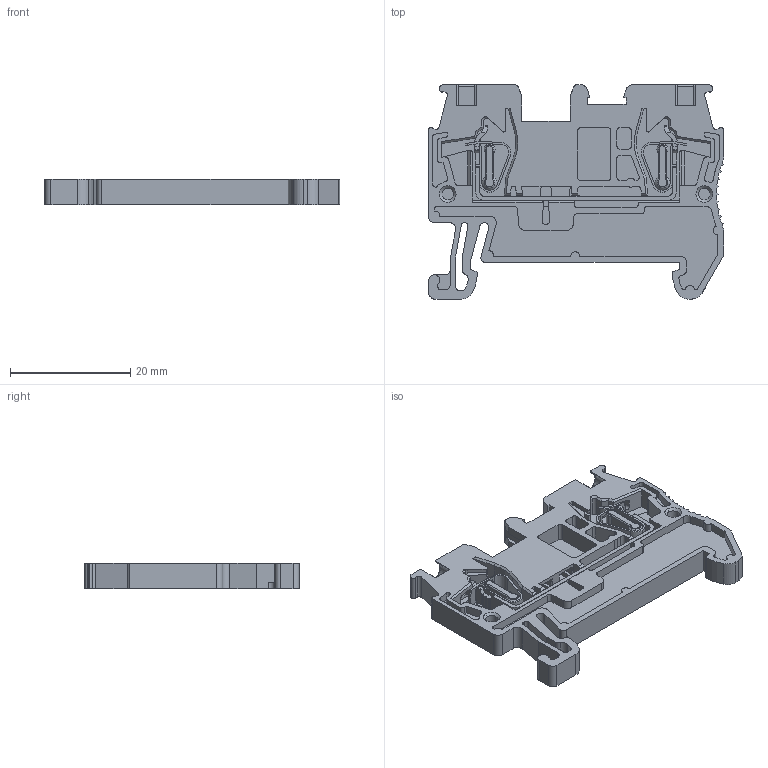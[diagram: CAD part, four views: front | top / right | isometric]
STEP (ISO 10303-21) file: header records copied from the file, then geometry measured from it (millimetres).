
FILE_DESCRIPTION (( 'STEP AP214' ), '1' );
FILE_NAME ('FJ6-1.5.STEP', '2024-08-23T10:55:11', ( 'Windows User' ), ( 'P R C' ), 'SwSTEP 2.0', 'SolidWorks 2018', '' );
FILE_SCHEMA (( 'AUTOMOTIVE_DESIGN' ));
Length unit declared in the file: millimetre
Products named in the file (1): FJ6-1.5
Bounding box: 49.24 x 35.69 x 4.2 mm (x, y, z)
Volume: 2957.1 mm3; surface area: 6683.8 mm2
Topology: 4 solids, 4 shells, 822 faces, 2373 edges, 1561 vertices
Faces by surface type: plane 476, cylinder 312, cone 18, bspline 16
Entity records: 29454 total; most frequent: CARTESIAN_POINT 8816, ORIENTED_EDGE 4746, DIRECTION 3639, EDGE_CURVE 2373, VERTEX_POINT 1561, LINE 1499, VECTOR 1499, AXIS2_PLACEMENT_3D 1070
